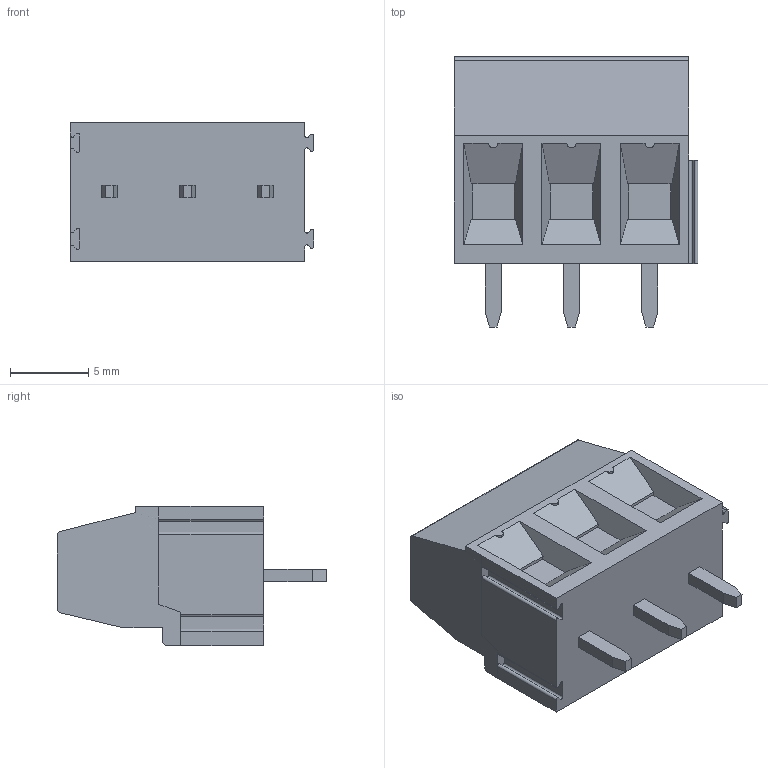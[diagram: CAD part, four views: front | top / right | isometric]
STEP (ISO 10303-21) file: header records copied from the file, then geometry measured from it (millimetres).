
FILE_DESCRIPTION( ( 'STEP AP203' ), '1' );
FILE_NAME( 'MVS153-5-V.stp', ' ', ( ' ' ), ( ' ' ), 'PSStep 15.0.49', 'VISI 20.0', ' ' );
FILE_SCHEMA( ( 'AUTOMOTIVE_DESIGN { 1 0 10303 214 1 1 1 1 }' ) );
Length unit declared in the file: millimetre
Products named in the file (1): 1
Bounding box: 15.58 x 17.25 x 8.9 mm (x, y, z)
Volume: 1386.6 mm3; surface area: 1102.8 mm2
Topology: 1 solids, 1 shells, 160 faces, 428 edges, 285 vertices
Faces by surface type: plane 126, cylinder 31, cone 3
Entity records: 6215 total; most frequent: CARTESIAN_POINT 923, ORIENTED_EDGE 844, DIRECTION 786, EDGE_CURVE 422, LINE 332, VECTOR 332, VERTEX_POINT 282, AXIS2_PLACEMENT_3D 227
